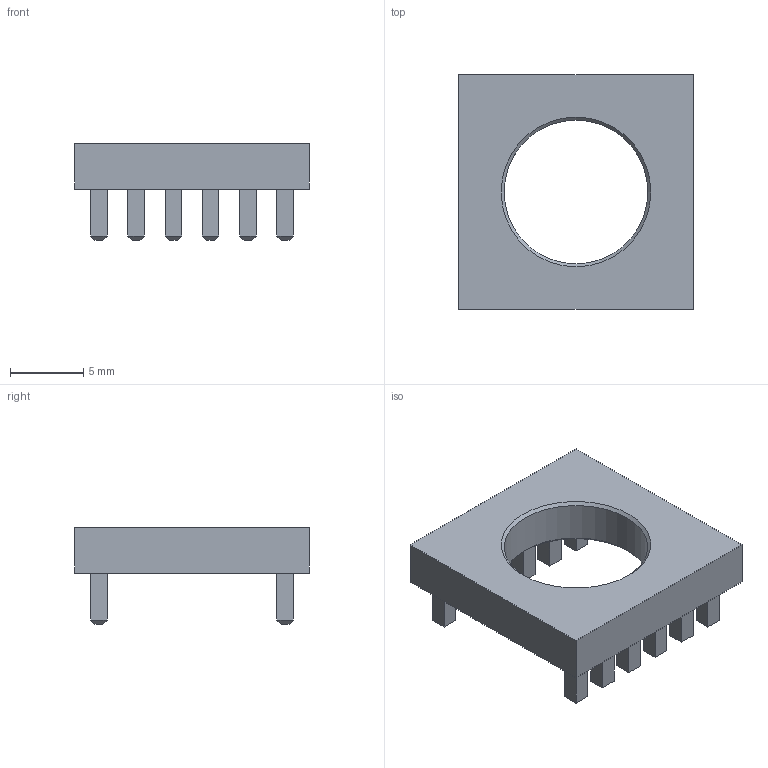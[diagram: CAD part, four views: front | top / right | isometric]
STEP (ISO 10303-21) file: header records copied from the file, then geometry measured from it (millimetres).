
FILE_DESCRIPTION(/* description */ ('Unknown'),/* implementation_level */ '2;1');
FILE_NAME(/* name */ 'MP_Wurth_WP-TGTR_7461166',/* time_stamp */ '2026-01-21T10:35:53+08:00',/* author */ ('Unknown'),/* organization */ ('Unknown'),/* preprocessor_version */ 'ST-DEVELOPER v19.4',/* originating_system */ 'Solid Edge',/* authorisation */ 'Unknown');
FILE_SCHEMA (('AUTOMOTIVE_DESIGN {1 0 10303 214 3 1 1}'));
Length unit declared in the file: millimetre
Products named in the file (1): MP_Wurth_WP-TGTR_7461166
Bounding box: 16 x 16 x 6.6 mm (x, y, z)
Volume: 610.1 mm3; surface area: 826.4 mm2
Topology: 1 solids, 1 shells, 117 faces, 259 edges, 156 vertices
Faces by surface type: plane 114, cone 2, cylinder 1
Full cylindrical faces by diameter (mm): 9.8 x1
Entity records: 3116 total; most frequent: CARTESIAN_POINT 530, ORIENTED_EDGE 512, DIRECTION 496, EDGE_CURVE 256, LINE 252, VECTOR 252, VERTEX_POINT 156, EDGE_LOOP 134
